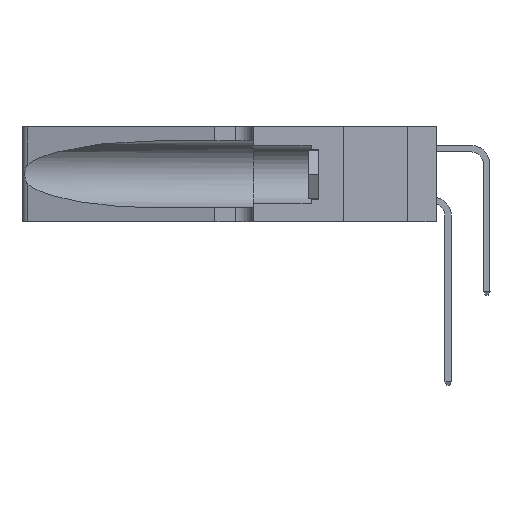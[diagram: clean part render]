
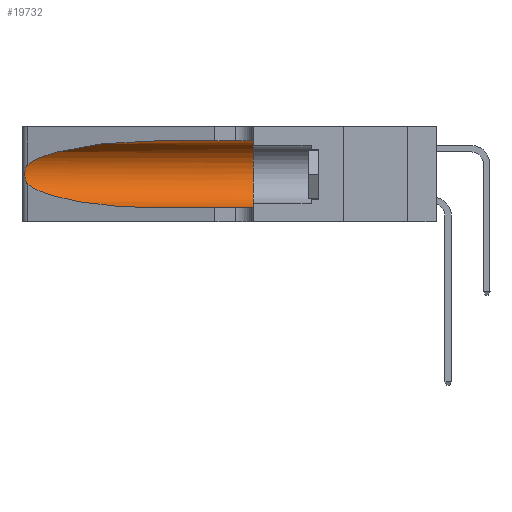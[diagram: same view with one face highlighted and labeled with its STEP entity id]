
A CAD part, left-side view. The second image highlights one B-rep face of the part: STEP entity #19732.
In plain terms, the highlighted cylindrical face has radius 3.308 mm (diameter 6.617 mm), a partial arc.
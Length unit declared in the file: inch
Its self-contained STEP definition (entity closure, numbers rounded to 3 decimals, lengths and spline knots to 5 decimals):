
#1311 = CYLINDRICAL_SURFACE ( 'NONE', #29334, 0.13025 ) ;
#1428 = CARTESIAN_POINT ( 'NONE',  ( 0.25487, 1.22718, 0.22369 ) ) ;
#3281 = CARTESIAN_POINT ( 'NONE',  ( 0.1305, 0.72297, 0.31525 ) ) ;
#4090 = EDGE_CURVE ( 'NONE', #5869, #23205, #29217, .T. ) ;
#5004 = CARTESIAN_POINT ( 'NONE',  ( 0.1305, 0.35, 0.31525 ) ) ;
#5869 = VERTEX_POINT ( 'NONE', #3281 ) ;
#6318 = EDGE_CURVE ( 'NONE', #23604, #9291, #23221, .T. ) ;
#6333 = EDGE_CURVE ( 'NONE', #23205, #9291, #21549, .T. ) ;
#6400 = CARTESIAN_POINT ( 'NONE',  ( 0.25487, 1.22718, 0.14631 ) ) ;
#8208 = FACE_OUTER_BOUND ( 'NONE', #13852, .T. ) ;
#8652 = CARTESIAN_POINT ( 'NONE',  ( 0.25487, 1.22718, 0.14631 ) ) ;
#9130 = CARTESIAN_POINT ( 'NONE',  ( 0.25854, 1.2359, 0.20912 ) ) ;
#9245 = CARTESIAN_POINT ( 'NONE',  ( 0.25856, 1.23593, 0.16098 ) ) ;
#9291 = VERTEX_POINT ( 'NONE', #23136 ) ;
#11230 = B_SPLINE_CURVE_WITH_KNOTS ( 'NONE', 3,
 ( #27657, #24654, #12064, #14441, #9130, #30034, #29922, #24770, #14315, #9245, #22063, #30383, #16846, #17180 ),
 .UNSPECIFIED., .F., .F.,
 ( 4, 2, 2, 2, 2, 2, 4 ),
 ( 0., 0.00027, 0.00053, 0.00107, 0.0016, 0.00187, 0.00214 ),
 .UNSPECIFIED. ) ;
#12064 = CARTESIAN_POINT ( 'NONE',  ( 0.25639, 1.23184, 0.21858 ) ) ;
#12323 = EDGE_CURVE ( 'NONE', #20425, #23604, #27729, .T. ) ;
#12520 = CARTESIAN_POINT ( 'NONE',  ( 0.1305, 0.72297, 0.05475 ) ) ;
#13350 = CARTESIAN_POINT ( 'NONE',  ( 0.1305, 0.72297, 0.05475 ) ) ;
#13591 = VERTEX_POINT ( 'NONE', #1428 ) ;
#13780 = CARTESIAN_POINT ( 'NONE',  ( 0.25487, 1.22718, 0.22369 ) ) ;
#13852 = EDGE_LOOP ( 'NONE', ( #31641, #32442, #26592, #18193, #30870, #17000 ) ) ;
#14315 = CARTESIAN_POINT ( 'NONE',  ( 0.26017, 1.23833, 0.17102 ) ) ;
#14441 = CARTESIAN_POINT ( 'NONE',  ( 0.25787, 1.23484, 0.2124 ) ) ;
#14549 = EDGE_CURVE ( 'NONE', #13591, #20425, #11230, .T. ) ;
#15384 = VECTOR ( 'NONE', #22635, 39.37008 ) ;
#16846 = CARTESIAN_POINT ( 'NONE',  ( 0.25555, 1.22993, 0.14849 ) ) ;
#17000 = ORIENTED_EDGE ( 'NONE', *, *, #4090, .F. ) ;
#17063 = CARTESIAN_POINT ( 'NONE',  ( 0.1305, 1.61858, 0.31525 ) ) ;
#17180 = CARTESIAN_POINT ( 'NONE',  ( 0.25487, 1.22718, 0.14631 ) ) ;
#18193 = ORIENTED_EDGE ( 'NONE', *, *, #6318, .T. ) ;
#19032 = DIRECTION ( 'NONE',  ( 0., 0., -1. ) ) ;
#19732 = ADVANCED_FACE ( 'NONE', ( #8208 ), #1311, .F. ) ;
#19999 = EDGE_CURVE ( 'NONE', #5869, #13591, #29351, .T. ) ;
#20263 = DIRECTION ( 'NONE',  ( 0., -1., 0. ) ) ;
#20425 = VERTEX_POINT ( 'NONE', #8652 ) ;
#20494 = DIRECTION ( 'NONE',  ( 0., 0., 1. ) ) ;
#21549 = CIRCLE ( 'NONE', #27029, 0.13025 ) ;
#22063 = CARTESIAN_POINT ( 'NONE',  ( 0.25789, 1.23486, 0.15765 ) ) ;
#22635 = DIRECTION ( 'NONE',  ( 0., -1., 0. ) ) ;
#22867 = CARTESIAN_POINT ( 'NONE',  ( 0.1305, 0.35, 0.185 ) ) ;
#23136 = CARTESIAN_POINT ( 'NONE',  ( 0.1305, 0.35, 0.05475 ) ) ;
#23205 = VERTEX_POINT ( 'NONE', #5004 ) ;
#23221 = LINE ( 'NONE', #23294, #29329 ) ;
#23294 = CARTESIAN_POINT ( 'NONE',  ( 0.1305, 1.61858, 0.05475 ) ) ;
#23604 = VERTEX_POINT ( 'NONE', #12520 ) ;
#24654 = CARTESIAN_POINT ( 'NONE',  ( 0.25555, 1.22994, 0.2215 ) ) ;
#24770 = CARTESIAN_POINT ( 'NONE',  ( 0.26075, 1.23896, 0.178 ) ) ;
#26235 = CARTESIAN_POINT ( 'NONE',  ( 0.18966, 0.96281, 0.31525 ) ) ;
#26592 = ORIENTED_EDGE ( 'NONE', *, *, #12323, .T. ) ;
#26662 = CARTESIAN_POINT ( 'NONE',  ( 0.18966, 0.96281, 0.05475 ) ) ;
#26676 = CARTESIAN_POINT ( 'NONE',  ( 0.1305, 1.61858, 0.185 ) ) ;
#26904 = DIRECTION ( 'NONE',  ( 0., -1., 0. ) ) ;
#27029 = AXIS2_PLACEMENT_3D ( 'NONE', #22867, #33666, #20494 ) ;
#27657 = CARTESIAN_POINT ( 'NONE',  ( 0.25487, 1.22718, 0.22369 ) ) ;
#27729 =( BOUNDED_CURVE ( )  B_SPLINE_CURVE ( 3, ( #6400, #33056, #26662, #13350 ),
 .UNSPECIFIED., .F., .F. ) 
 B_SPLINE_CURVE_WITH_KNOTS ( ( 4, 4 ),
 ( 3.44316, 4.71239 ),
 .UNSPECIFIED. ) 
 CURVE ( )  GEOMETRIC_REPRESENTATION_ITEM ( )  RATIONAL_B_SPLINE_CURVE ( ( 1., 0.87, 0.87, 1. ) ) 
 REPRESENTATION_ITEM ( '' )  );
#28631 = CARTESIAN_POINT ( 'NONE',  ( 0.2373, 1.15595, 0.28018 ) ) ;
#29217 = LINE ( 'NONE', #17063, #15384 ) ;
#29329 = VECTOR ( 'NONE', #20263, 39.37008 ) ;
#29334 = AXIS2_PLACEMENT_3D ( 'NONE', #26676, #26904, #19032 ) ;
#29351 =( BOUNDED_CURVE ( )  B_SPLINE_CURVE ( 3, ( #33644, #26235, #28631, #13780 ),
 .UNSPECIFIED., .F., .T. ) 
 B_SPLINE_CURVE_WITH_KNOTS ( ( 4, 4 ),
 ( 1.5708, 2.84003 ),
 .UNSPECIFIED. ) 
 CURVE ( )  GEOMETRIC_REPRESENTATION_ITEM ( )  RATIONAL_B_SPLINE_CURVE ( ( 1., 0.87, 0.87, 1. ) ) 
 REPRESENTATION_ITEM ( '' )  );
#29922 = CARTESIAN_POINT ( 'NONE',  ( 0.26075, 1.23896, 0.19203 ) ) ;
#30034 = CARTESIAN_POINT ( 'NONE',  ( 0.26018, 1.23835, 0.19895 ) ) ;
#30383 = CARTESIAN_POINT ( 'NONE',  ( 0.25639, 1.23186, 0.15144 ) ) ;
#30870 = ORIENTED_EDGE ( 'NONE', *, *, #6333, .F. ) ;
#31641 = ORIENTED_EDGE ( 'NONE', *, *, #19999, .T. ) ;
#32442 = ORIENTED_EDGE ( 'NONE', *, *, #14549, .T. ) ;
#33056 = CARTESIAN_POINT ( 'NONE',  ( 0.2373, 1.15595, 0.08982 ) ) ;
#33644 = CARTESIAN_POINT ( 'NONE',  ( 0.1305, 0.72297, 0.31525 ) ) ;
#33666 = DIRECTION ( 'NONE',  ( 0., 1., 0. ) ) ;
